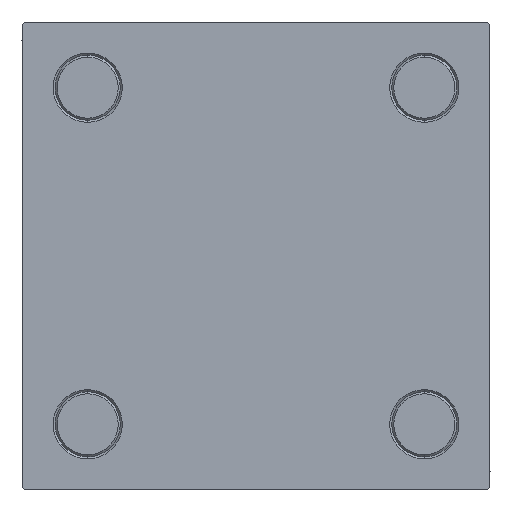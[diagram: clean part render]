
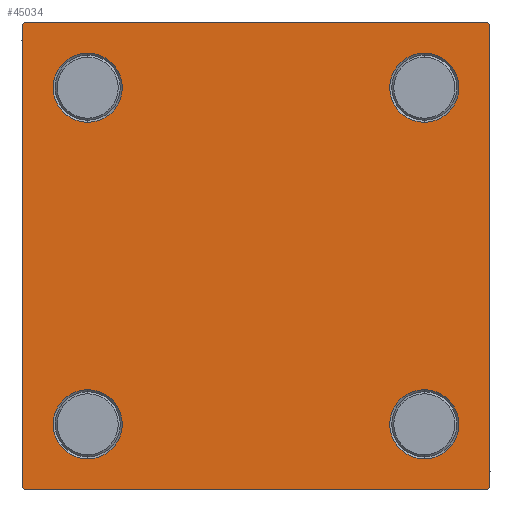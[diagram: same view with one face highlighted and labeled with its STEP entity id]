
A CAD part, left-side view. The second image highlights one B-rep face of the part: STEP entity #45034.
In plain terms, the highlighted planar face has unit normal (-1, 0, 0).
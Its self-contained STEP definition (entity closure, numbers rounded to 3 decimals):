
#116 = EDGE_CURVE ( 'NONE', #32369, #9375, #12144, .T. ) ;
#155 = CARTESIAN_POINT ( 'NONE',  ( 0., 41.35, -49.85 ) ) ;
#209 = CIRCLE ( 'NONE', #14820, 8.5 ) ;
#340 = LINE ( 'NONE', #19889, #12402 ) ;
#472 = DIRECTION ( 'NONE',  ( 1., 0., 0. ) ) ;
#590 = DIRECTION ( 'NONE',  ( 0., -0.707, 0.707 ) ) ;
#977 = DIRECTION ( 'NONE',  ( 0., 0., -1. ) ) ;
#1151 = VECTOR ( 'NONE', #47413, 1000. ) ;
#1327 = CARTESIAN_POINT ( 'NONE',  ( 0., 57.25, 57.25 ) ) ;
#2825 = EDGE_CURVE ( 'NONE', #11999, #32463, #26244, .T. ) ;
#3251 = CARTESIAN_POINT ( 'NONE',  ( 0., -41.35, 32.85 ) ) ;
#3796 = CARTESIAN_POINT ( 'NONE',  ( 0., 41.35, -41.35 ) ) ;
#3891 = VERTEX_POINT ( 'NONE', #8470 ) ;
#3959 = CARTESIAN_POINT ( 'NONE',  ( 0., -41.35, 41.35 ) ) ;
#4203 = DIRECTION ( 'NONE',  ( 1., 0., 0. ) ) ;
#4284 = CARTESIAN_POINT ( 'NONE',  ( 0., 41.35, -41.35 ) ) ;
#4913 = FACE_BOUND ( 'NONE', #45330, .T. ) ;
#5008 = CARTESIAN_POINT ( 'NONE',  ( 0., 57.25, -57.25 ) ) ;
#5163 = CARTESIAN_POINT ( 'NONE',  ( 0., 0., 0. ) ) ;
#5273 = DIRECTION ( 'NONE',  ( 0., -1., 0. ) ) ;
#5773 = AXIS2_PLACEMENT_3D ( 'NONE', #4284, #472, #12164 ) ;
#5938 = VECTOR ( 'NONE', #6680, 1000. ) ;
#5946 = EDGE_CURVE ( 'NONE', #19792, #38902, #48079, .T. ) ;
#6680 = DIRECTION ( 'NONE',  ( 0., 0.707, 0.707 ) ) ;
#6798 = EDGE_CURVE ( 'NONE', #9375, #47650, #47906, .T. ) ;
#6806 = AXIS2_PLACEMENT_3D ( 'NONE', #22477, #26775, #42269 ) ;
#7100 = EDGE_CURVE ( 'NONE', #35477, #26639, #10997, .T. ) ;
#7344 = CARTESIAN_POINT ( 'NONE',  ( 0., 57.5, -57. ) ) ;
#8470 = CARTESIAN_POINT ( 'NONE',  ( 0., 41.35, -32.85 ) ) ;
#9375 = VERTEX_POINT ( 'NONE', #16507 ) ;
#9485 = DIRECTION ( 'NONE',  ( -1., 0., 0. ) ) ;
#9739 = ORIENTED_EDGE ( 'NONE', *, *, #11382, .F. ) ;
#10264 = LINE ( 'NONE', #26217, #5938 ) ;
#10357 = ORIENTED_EDGE ( 'NONE', *, *, #41803, .T. ) ;
#10856 = EDGE_CURVE ( 'NONE', #3891, #15104, #49549, .T. ) ;
#10876 = ORIENTED_EDGE ( 'NONE', *, *, #7100, .T. ) ;
#10997 = CIRCLE ( 'NONE', #23149, 8.5 ) ;
#11332 = DIRECTION ( 'NONE',  ( 1., 0., 0. ) ) ;
#11382 = EDGE_CURVE ( 'NONE', #36593, #43438, #21381, .T. ) ;
#11460 = ORIENTED_EDGE ( 'NONE', *, *, #5946, .F. ) ;
#11916 = CARTESIAN_POINT ( 'NONE',  ( 0., -57.5, 57. ) ) ;
#11999 = VERTEX_POINT ( 'NONE', #13666 ) ;
#12144 = LINE ( 'NONE', #5008, #1151 ) ;
#12164 = DIRECTION ( 'NONE',  ( 0., 0., 1. ) ) ;
#12402 = VECTOR ( 'NONE', #590, 1000. ) ;
#12703 = CARTESIAN_POINT ( 'NONE',  ( 0., 41.35, 49.85 ) ) ;
#13666 = CARTESIAN_POINT ( 'NONE',  ( 0., -41.35, -49.85 ) ) ;
#14090 = CARTESIAN_POINT ( 'NONE',  ( 0., -41.35, -32.85 ) ) ;
#14820 = AXIS2_PLACEMENT_3D ( 'NONE', #3959, #4203, #19437 ) ;
#15104 = VERTEX_POINT ( 'NONE', #155 ) ;
#15968 = DIRECTION ( 'NONE',  ( 0., 0., 1. ) ) ;
#16469 = ORIENTED_EDGE ( 'NONE', *, *, #10856, .T. ) ;
#16507 = CARTESIAN_POINT ( 'NONE',  ( 0., 57., -57.5 ) ) ;
#16595 = DIRECTION ( 'NONE',  ( 0., 0., 1. ) ) ;
#16849 = FACE_BOUND ( 'NONE', #36222, .T. ) ;
#17949 = EDGE_CURVE ( 'NONE', #45313, #18283, #209, .T. ) ;
#18072 = CIRCLE ( 'NONE', #29414, 8.5 ) ;
#18188 = EDGE_CURVE ( 'NONE', #47650, #43438, #340, .T. ) ;
#18283 = VERTEX_POINT ( 'NONE', #3251 ) ;
#19270 = DIRECTION ( 'NONE',  ( 1., 0., 0. ) ) ;
#19437 = DIRECTION ( 'NONE',  ( 0., 0., 1. ) ) ;
#19668 = EDGE_CURVE ( 'NONE', #36593, #38902, #10264, .T. ) ;
#19792 = VERTEX_POINT ( 'NONE', #42480 ) ;
#19889 = CARTESIAN_POINT ( 'NONE',  ( 0., -57.25, -57.25 ) ) ;
#20119 = CARTESIAN_POINT ( 'NONE',  ( 0., -57., 57.5 ) ) ;
#20340 = CARTESIAN_POINT ( 'NONE',  ( 0., -41.35, 41.35 ) ) ;
#21381 = LINE ( 'NONE', #44739, #35803 ) ;
#21383 = FACE_BOUND ( 'NONE', #46386, .T. ) ;
#21491 = CARTESIAN_POINT ( 'NONE',  ( 0., 57.5, -57.5 ) ) ;
#21629 = AXIS2_PLACEMENT_3D ( 'NONE', #37852, #38099, #49518 ) ;
#21879 = DIRECTION ( 'NONE',  ( 0., 0., -1. ) ) ;
#22215 = EDGE_LOOP ( 'NONE', ( #41025, #39769, #24702, #49889, #9739, #48502, #11460, #22638 ) ) ;
#22477 = CARTESIAN_POINT ( 'NONE',  ( 0., -41.35, -41.35 ) ) ;
#22638 = ORIENTED_EDGE ( 'NONE', *, *, #30343, .T. ) ;
#22892 = AXIS2_PLACEMENT_3D ( 'NONE', #3796, #19270, #15968 ) ;
#23149 = AXIS2_PLACEMENT_3D ( 'NONE', #37987, #11332, #45351 ) ;
#23301 = CARTESIAN_POINT ( 'NONE',  ( 0., 57.5, 57.5 ) ) ;
#23676 = LINE ( 'NONE', #1327, #28068 ) ;
#24415 = DIRECTION ( 'NONE',  ( 0., 0.707, -0.707 ) ) ;
#24534 = CARTESIAN_POINT ( 'NONE',  ( 0., -41.35, -41.35 ) ) ;
#24702 = ORIENTED_EDGE ( 'NONE', *, *, #6798, .T. ) ;
#24953 = FACE_BOUND ( 'NONE', #48913, .T. ) ;
#25435 = AXIS2_PLACEMENT_3D ( 'NONE', #20340, #35588, #31290 ) ;
#26217 = CARTESIAN_POINT ( 'NONE',  ( 0., -57.25, 57.25 ) ) ;
#26244 = CIRCLE ( 'NONE', #6806, 8.5 ) ;
#26639 = VERTEX_POINT ( 'NONE', #39651 ) ;
#26775 = DIRECTION ( 'NONE',  ( 1., 0., 0. ) ) ;
#26986 = EDGE_CURVE ( 'NONE', #46033, #32369, #36022, .T. ) ;
#27165 = ORIENTED_EDGE ( 'NONE', *, *, #17949, .T. ) ;
#27579 = ORIENTED_EDGE ( 'NONE', *, *, #2825, .T. ) ;
#27928 = EDGE_CURVE ( 'NONE', #26639, #35477, #45970, .T. ) ;
#28068 = VECTOR ( 'NONE', #24415, 1000. ) ;
#28690 = AXIS2_PLACEMENT_3D ( 'NONE', #5163, #9485, #16595 ) ;
#28786 = DIRECTION ( 'NONE',  ( 0., -1., 0. ) ) ;
#29414 = AXIS2_PLACEMENT_3D ( 'NONE', #24534, #40296, #31914 ) ;
#30343 = EDGE_CURVE ( 'NONE', #19792, #46033, #23676, .T. ) ;
#31290 = DIRECTION ( 'NONE',  ( 0., 0., 1. ) ) ;
#31914 = DIRECTION ( 'NONE',  ( 0., 0., 1. ) ) ;
#32145 = VECTOR ( 'NONE', #977, 1000. ) ;
#32369 = VERTEX_POINT ( 'NONE', #7344 ) ;
#32463 = VERTEX_POINT ( 'NONE', #14090 ) ;
#35477 = VERTEX_POINT ( 'NONE', #12703 ) ;
#35588 = DIRECTION ( 'NONE',  ( 1., 0., 0. ) ) ;
#35803 = VECTOR ( 'NONE', #21879, 1000. ) ;
#36022 = LINE ( 'NONE', #39589, #32145 ) ;
#36222 = EDGE_LOOP ( 'NONE', ( #10876, #40935 ) ) ;
#36593 = VERTEX_POINT ( 'NONE', #11916 ) ;
#37621 = CIRCLE ( 'NONE', #25435, 8.5 ) ;
#37716 = VECTOR ( 'NONE', #5273, 1000. ) ;
#37752 = EDGE_CURVE ( 'NONE', #15104, #3891, #45626, .T. ) ;
#37852 = CARTESIAN_POINT ( 'NONE',  ( 0., 41.35, 41.35 ) ) ;
#37987 = CARTESIAN_POINT ( 'NONE',  ( 0., 41.35, 41.35 ) ) ;
#38099 = DIRECTION ( 'NONE',  ( 1., 0., 0. ) ) ;
#38774 = CARTESIAN_POINT ( 'NONE',  ( 0., 57.5, 57. ) ) ;
#38898 = CARTESIAN_POINT ( 'NONE',  ( 0., -41.35, 49.85 ) ) ;
#38902 = VERTEX_POINT ( 'NONE', #20119 ) ;
#39576 = EDGE_CURVE ( 'NONE', #32463, #11999, #18072, .T. ) ;
#39589 = CARTESIAN_POINT ( 'NONE',  ( 0., 57.5, 57.5 ) ) ;
#39651 = CARTESIAN_POINT ( 'NONE',  ( 0., 41.35, 32.85 ) ) ;
#39695 = FACE_OUTER_BOUND ( 'NONE', #22215, .T. ) ;
#39769 = ORIENTED_EDGE ( 'NONE', *, *, #116, .T. ) ;
#39903 = ORIENTED_EDGE ( 'NONE', *, *, #37752, .T. ) ;
#40296 = DIRECTION ( 'NONE',  ( 1., 0., 0. ) ) ;
#40317 = ORIENTED_EDGE ( 'NONE', *, *, #39576, .T. ) ;
#40935 = ORIENTED_EDGE ( 'NONE', *, *, #27928, .T. ) ;
#41025 = ORIENTED_EDGE ( 'NONE', *, *, #26986, .T. ) ;
#41803 = EDGE_CURVE ( 'NONE', #18283, #45313, #37621, .T. ) ;
#42269 = DIRECTION ( 'NONE',  ( 0., 0., 1. ) ) ;
#42480 = CARTESIAN_POINT ( 'NONE',  ( 0., 57., 57.5 ) ) ;
#43176 = CARTESIAN_POINT ( 'NONE',  ( 0., -57., -57.5 ) ) ;
#43438 = VERTEX_POINT ( 'NONE', #45337 ) ;
#44739 = CARTESIAN_POINT ( 'NONE',  ( 0., -57.5, 57.5 ) ) ;
#45034 = ADVANCED_FACE ( 'NONE', ( #4913, #21383, #24953, #16849, #39695 ), #48312, .T. ) ;
#45313 = VERTEX_POINT ( 'NONE', #38898 ) ;
#45330 = EDGE_LOOP ( 'NONE', ( #27165, #10357 ) ) ;
#45337 = CARTESIAN_POINT ( 'NONE',  ( 0., -57.5, -57. ) ) ;
#45351 = DIRECTION ( 'NONE',  ( 0., 0., 1. ) ) ;
#45626 = CIRCLE ( 'NONE', #22892, 8.5 ) ;
#45970 = CIRCLE ( 'NONE', #21629, 8.5 ) ;
#46033 = VERTEX_POINT ( 'NONE', #38774 ) ;
#46386 = EDGE_LOOP ( 'NONE', ( #40317, #27579 ) ) ;
#47413 = DIRECTION ( 'NONE',  ( 0., -0.707, -0.707 ) ) ;
#47650 = VERTEX_POINT ( 'NONE', #43176 ) ;
#47906 = LINE ( 'NONE', #21491, #37716 ) ;
#48079 = LINE ( 'NONE', #23301, #49862 ) ;
#48312 = PLANE ( 'NONE',  #28690 ) ;
#48502 = ORIENTED_EDGE ( 'NONE', *, *, #19668, .T. ) ;
#48913 = EDGE_LOOP ( 'NONE', ( #16469, #39903 ) ) ;
#49518 = DIRECTION ( 'NONE',  ( 0., 0., 1. ) ) ;
#49549 = CIRCLE ( 'NONE', #5773, 8.5 ) ;
#49862 = VECTOR ( 'NONE', #28786, 1000. ) ;
#49889 = ORIENTED_EDGE ( 'NONE', *, *, #18188, .T. ) ;
